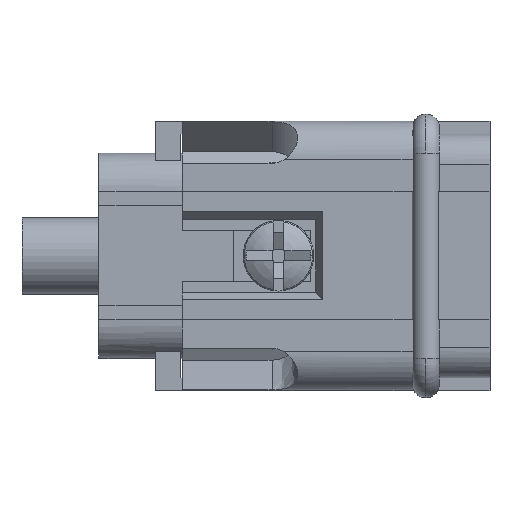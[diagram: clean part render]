
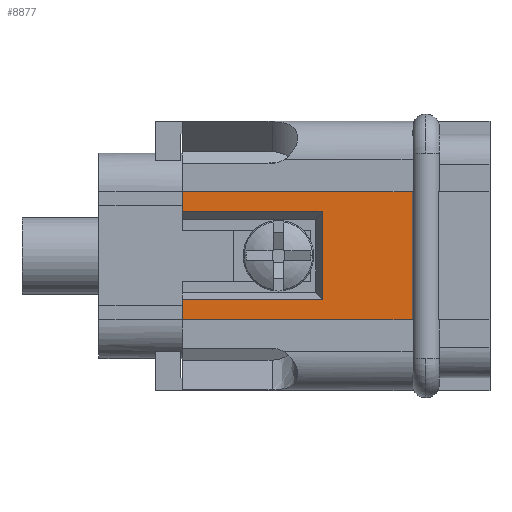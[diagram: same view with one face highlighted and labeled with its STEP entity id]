
A CAD part, top view. The second image highlights one B-rep face of the part: STEP entity #8877.
In plain terms, the highlighted planar face has unit normal (0, 0, 1).
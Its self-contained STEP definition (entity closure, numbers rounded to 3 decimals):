
#3332=CARTESIAN_POINT('',(7.077,7.125,9.5));
#3333=VERTEX_POINT('',#3332);
#3343=CARTESIAN_POINT('',(7.077,-7.125,9.5));
#3344=VERTEX_POINT('',#3343);
#3345=CARTESIAN_POINT('',(7.077,-7.125,9.5));
#3346=DIRECTION('',(0.0,1.0,0.0));
#3347=VECTOR('',#3346,14.25);
#3348=LINE('',#3345,#3347);
#3349=EDGE_CURVE('',#3344,#3333,#3348,.T.);
#8662=CARTESIAN_POINT('',(7.,5.,9.5));
#8663=VERTEX_POINT('',#8662);
#8670=CARTESIAN_POINT('',(7.,7.125,9.5));
#8671=VERTEX_POINT('',#8670);
#8672=CARTESIAN_POINT('',(7.,5.,9.5));
#8673=DIRECTION('',(0.0,1.0,0.0));
#8674=VECTOR('',#8673,2.125);
#8675=LINE('',#8672,#8674);
#8676=EDGE_CURVE('',#8663,#8671,#8675,.T.);
#8737=CARTESIAN_POINT('',(7.,-7.125,9.5));
#8738=VERTEX_POINT('',#8737);
#8739=CARTESIAN_POINT('',(7.077,-7.125,9.5));
#8740=DIRECTION('',(-1.0,0.0,0.0));
#8741=VECTOR('',#8740,0.077);
#8742=LINE('',#8739,#8741);
#8743=EDGE_CURVE('',#3344,#8738,#8742,.T.);
#8799=CARTESIAN_POINT('',(13.0,-7.125,9.5));
#8800=DIRECTION('',(0.0,0.0,-1.0));
#8801=DIRECTION('',(-1.0,0.0,0.0));
#8802=AXIS2_PLACEMENT_3D('',#8799,#8800,#8801);
#8803=PLANE('',#8802);
#8804=ORIENTED_EDGE('',*,*,#3349,.T.);
#8805=CARTESIAN_POINT('',(7.077,7.125,9.5));
#8806=DIRECTION('',(-1.0,0.0,0.0));
#8807=VECTOR('',#8806,0.077);
#8808=LINE('',#8805,#8807);
#8809=EDGE_CURVE('',#3333,#8671,#8808,.T.);
#8810=ORIENTED_EDGE('',*,*,#8809,.T.);
#8811=ORIENTED_EDGE('',*,*,#8676,.F.);
#8812=CARTESIAN_POINT('',(-11.0,5.0,9.5));
#8813=VERTEX_POINT('',#8812);
#8814=CARTESIAN_POINT('',(7.,5.,9.5));
#8815=DIRECTION('',(-1.0,0.0,0.0));
#8816=VECTOR('',#8815,18.0);
#8817=LINE('',#8814,#8816);
#8818=EDGE_CURVE('',#8663,#8813,#8817,.T.);
#8819=ORIENTED_EDGE('',*,*,#8818,.T.);
#8820=CARTESIAN_POINT('',(-11.0,3.423,9.5));
#8821=VERTEX_POINT('',#8820);
#8822=CARTESIAN_POINT('',(-11.0,3.423,9.5));
#8823=DIRECTION('',(0.0,1.0,0.0));
#8824=VECTOR('',#8823,1.577);
#8825=LINE('',#8822,#8824);
#8826=EDGE_CURVE('',#8821,#8813,#8825,.T.);
#8827=ORIENTED_EDGE('',*,*,#8826,.F.);
#8828=CARTESIAN_POINT('',(-0.027,3.423,9.5));
#8829=VERTEX_POINT('',#8828);
#8830=CARTESIAN_POINT('',(-11.0,3.423,9.5));
#8831=DIRECTION('',(1.0,0.0,0.0));
#8832=VECTOR('',#8831,10.973);
#8833=LINE('',#8830,#8832);
#8834=EDGE_CURVE('',#8821,#8829,#8833,.T.);
#8835=ORIENTED_EDGE('',*,*,#8834,.T.);
#8836=CARTESIAN_POINT('',(-0.027,-3.423,9.5));
#8837=VERTEX_POINT('',#8836);
#8838=CARTESIAN_POINT('',(-0.027,3.423,9.5));
#8839=DIRECTION('',(0.0,-1.0,0.0));
#8840=VECTOR('',#8839,6.845);
#8841=LINE('',#8838,#8840);
#8842=EDGE_CURVE('',#8829,#8837,#8841,.T.);
#8843=ORIENTED_EDGE('',*,*,#8842,.T.);
#8844=CARTESIAN_POINT('',(-11.0,-3.423,9.5));
#8845=VERTEX_POINT('',#8844);
#8846=CARTESIAN_POINT('',(-0.027,-3.423,9.5));
#8847=DIRECTION('',(-1.0,0.0,0.0));
#8848=VECTOR('',#8847,10.973);
#8849=LINE('',#8846,#8848);
#8850=EDGE_CURVE('',#8837,#8845,#8849,.T.);
#8851=ORIENTED_EDGE('',*,*,#8850,.T.);
#8852=CARTESIAN_POINT('',(-11.0,-5.0,9.5));
#8853=VERTEX_POINT('',#8852);
#8854=CARTESIAN_POINT('',(-11.0,-5.0,9.5));
#8855=DIRECTION('',(0.0,1.0,0.0));
#8856=VECTOR('',#8855,1.577);
#8857=LINE('',#8854,#8856);
#8858=EDGE_CURVE('',#8853,#8845,#8857,.T.);
#8859=ORIENTED_EDGE('',*,*,#8858,.F.);
#8860=CARTESIAN_POINT('',(7.,-5.0,9.5));
#8861=VERTEX_POINT('',#8860);
#8862=CARTESIAN_POINT('',(-11.0,-5.0,9.5));
#8863=DIRECTION('',(1.0,0.0,0.0));
#8864=VECTOR('',#8863,18.);
#8865=LINE('',#8862,#8864);
#8866=EDGE_CURVE('',#8853,#8861,#8865,.T.);
#8867=ORIENTED_EDGE('',*,*,#8866,.T.);
#8868=CARTESIAN_POINT('',(7.,-7.125,9.5));
#8869=DIRECTION('',(0.0,1.0,0.0));
#8870=VECTOR('',#8869,2.125);
#8871=LINE('',#8868,#8870);
#8872=EDGE_CURVE('',#8738,#8861,#8871,.T.);
#8873=ORIENTED_EDGE('',*,*,#8872,.F.);
#8874=ORIENTED_EDGE('',*,*,#8743,.F.);
#8875=EDGE_LOOP('',(#8804,#8810,#8811,#8819,#8827,#8835,#8843,#8851,#8859,#8867,#8873,#8874));
#8876=FACE_OUTER_BOUND('',#8875,.T.);
#8877=ADVANCED_FACE('',(#8876),#8803,.F.);
